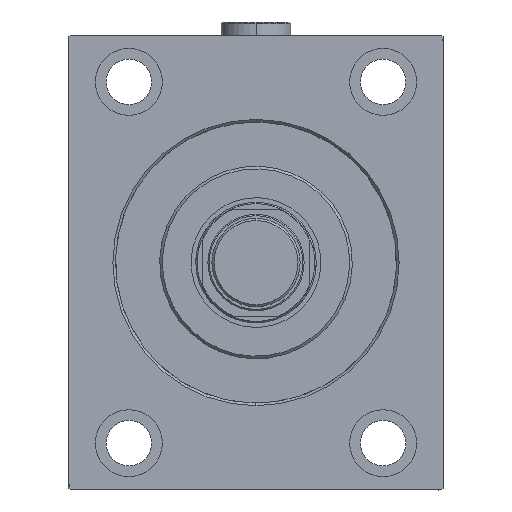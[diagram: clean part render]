
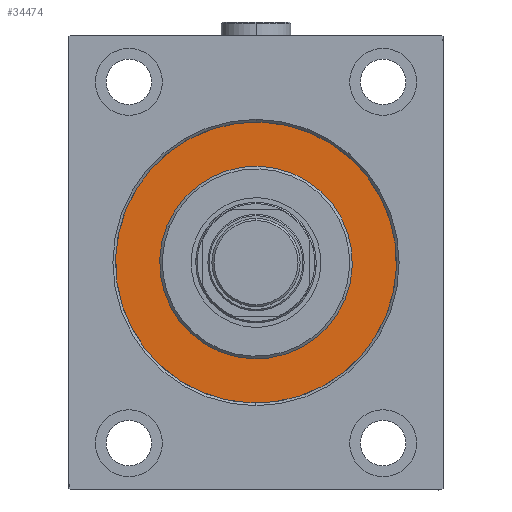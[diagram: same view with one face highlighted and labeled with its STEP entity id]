
A CAD part, left-side view. The second image highlights one B-rep face of the part: STEP entity #34474.
In plain terms, the highlighted face is planar.
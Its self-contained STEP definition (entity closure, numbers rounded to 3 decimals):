
#19 = AXIS2_PLACEMENT_3D ( 'NONE', #27909, #42398, #38716 ) ;
#2852 = AXIS2_PLACEMENT_3D ( 'NONE', #11690, #25989, #40041 ) ;
#3408 = CIRCLE ( 'NONE', #32859, 52.5 ) ;
#5018 = DIRECTION ( 'NONE',  ( 0., 0., 1. ) ) ;
#9477 = CIRCLE ( 'NONE', #2852, 36. ) ;
#11690 = CARTESIAN_POINT ( 'NONE',  ( 0., 0., 0. ) ) ;
#12824 = DIRECTION ( 'NONE',  ( 0., 0., 1. ) ) ;
#15854 = DIRECTION ( 'NONE',  ( -1., 0., 0. ) ) ;
#16680 = EDGE_CURVE ( 'NONE', #43868, #41570, #3408, .T. ) ;
#16777 = CARTESIAN_POINT ( 'NONE',  ( 0., 0., -52.5 ) ) ;
#16991 = ORIENTED_EDGE ( 'NONE', *, *, #28866, .F. ) ;
#18619 = PLANE ( 'NONE',  #34091 ) ;
#19502 = CARTESIAN_POINT ( 'NONE',  ( 0., 0., 52.5 ) ) ;
#20560 = EDGE_CURVE ( 'NONE', #24993, #28401, #9477, .T. ) ;
#20890 = EDGE_LOOP ( 'NONE', ( #16991, #41453 ) ) ;
#21092 = CARTESIAN_POINT ( 'NONE',  ( 0., 0., -36. ) ) ;
#22706 = EDGE_CURVE ( 'NONE', #41570, #43868, #25073, .T. ) ;
#23146 = CARTESIAN_POINT ( 'NONE',  ( 0., 0., 36. ) ) ;
#24993 = VERTEX_POINT ( 'NONE', #21092 ) ;
#25073 = CIRCLE ( 'NONE', #19, 52.5 ) ;
#25962 = AXIS2_PLACEMENT_3D ( 'NONE', #28389, #35284, #42424 ) ;
#25989 = DIRECTION ( 'NONE',  ( 1., 0., 0. ) ) ;
#27909 = CARTESIAN_POINT ( 'NONE',  ( 0., 0., 0. ) ) ;
#28389 = CARTESIAN_POINT ( 'NONE',  ( 0., 0., 0. ) ) ;
#28401 = VERTEX_POINT ( 'NONE', #23146 ) ;
#28866 = EDGE_CURVE ( 'NONE', #28401, #24993, #36245, .T. ) ;
#31269 = DIRECTION ( 'NONE',  ( -1., 0., 0. ) ) ;
#31514 = EDGE_LOOP ( 'NONE', ( #36945, #32191 ) ) ;
#32191 = ORIENTED_EDGE ( 'NONE', *, *, #16680, .F. ) ;
#32859 = AXIS2_PLACEMENT_3D ( 'NONE', #40944, #31269, #12824 ) ;
#32921 = CARTESIAN_POINT ( 'NONE',  ( 0., 0., 0. ) ) ;
#34091 = AXIS2_PLACEMENT_3D ( 'NONE', #32921, #15854, #5018 ) ;
#34474 = ADVANCED_FACE ( 'NONE', ( #36360, #36587 ), #18619, .F. ) ;
#35284 = DIRECTION ( 'NONE',  ( 1., 0., 0. ) ) ;
#36245 = CIRCLE ( 'NONE', #25962, 36. ) ;
#36360 = FACE_BOUND ( 'NONE', #20890, .T. ) ;
#36587 = FACE_OUTER_BOUND ( 'NONE', #31514, .T. ) ;
#36945 = ORIENTED_EDGE ( 'NONE', *, *, #22706, .F. ) ;
#38716 = DIRECTION ( 'NONE',  ( 0., 0., 1. ) ) ;
#40041 = DIRECTION ( 'NONE',  ( 0., 0., -1. ) ) ;
#40944 = CARTESIAN_POINT ( 'NONE',  ( 0., 0., 0. ) ) ;
#41453 = ORIENTED_EDGE ( 'NONE', *, *, #20560, .F. ) ;
#41570 = VERTEX_POINT ( 'NONE', #16777 ) ;
#42398 = DIRECTION ( 'NONE',  ( -1., 0., 0. ) ) ;
#42424 = DIRECTION ( 'NONE',  ( 0., 0., -1. ) ) ;
#43868 = VERTEX_POINT ( 'NONE', #19502 ) ;
